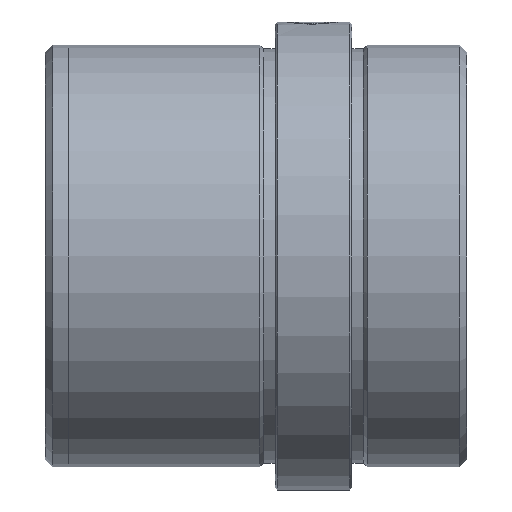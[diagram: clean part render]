
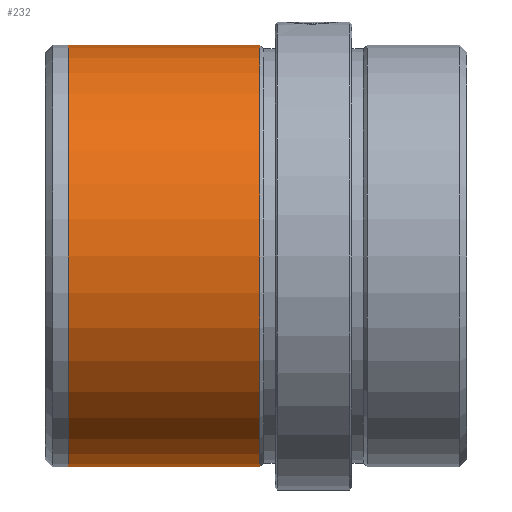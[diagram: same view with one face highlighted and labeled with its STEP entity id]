
A CAD part, left-side view. The second image highlights one B-rep face of the part: STEP entity #232.
In plain terms, the highlighted cylindrical face has radius 27.5 mm (diameter 55 mm), a partial arc.
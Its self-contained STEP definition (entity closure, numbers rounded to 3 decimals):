
#3 = DIRECTION ( 'NONE',  ( 0., 0., -1. ) ) ;
#34 = CARTESIAN_POINT ( 'NONE',  ( 0., 52., 27.5 ) ) ;
#123 = EDGE_CURVE ( 'NONE', #434, #1677, #1806, .T. ) ;
#161 = EDGE_CURVE ( 'NONE', #1230, #434, #392, .T. ) ;
#232 = ADVANCED_FACE ( 'NONE', ( #294 ), #672, .T. ) ;
#287 = AXIS2_PLACEMENT_3D ( 'NONE', #466, #1617, #639 ) ;
#294 = FACE_OUTER_BOUND ( 'NONE', #1328, .T. ) ;
#335 = CARTESIAN_POINT ( 'NONE',  ( 0., 27., -27.5 ) ) ;
#392 = CIRCLE ( 'NONE', #287, 27.5 ) ;
#434 = VERTEX_POINT ( 'NONE', #2036 ) ;
#466 = CARTESIAN_POINT ( 'NONE',  ( 0., 52., 0. ) ) ;
#480 = CARTESIAN_POINT ( 'NONE',  ( 0., 0., 0. ) ) ;
#490 = VECTOR ( 'NONE', #944, 1000. ) ;
#566 = DIRECTION ( 'NONE',  ( 0., -1., 0. ) ) ;
#609 = ORIENTED_EDGE ( 'NONE', *, *, #1340, .F. ) ;
#639 = DIRECTION ( 'NONE',  ( 0., 0., -1. ) ) ;
#672 = CYLINDRICAL_SURFACE ( 'NONE', #1262, 27.5 ) ;
#801 = DIRECTION ( 'NONE',  ( 0., -1., 0. ) ) ;
#920 = DIRECTION ( 'NONE',  ( 0., 0., -1. ) ) ;
#944 = DIRECTION ( 'NONE',  ( 0., -1., 0. ) ) ;
#995 = DIRECTION ( 'NONE',  ( 0., -1., 0. ) ) ;
#1139 = EDGE_CURVE ( 'NONE', #1236, #1677, #1908, .T. ) ;
#1151 = VECTOR ( 'NONE', #566, 1000. ) ;
#1168 = CARTESIAN_POINT ( 'NONE',  ( 0., 27., 27.5 ) ) ;
#1208 = CARTESIAN_POINT ( 'NONE',  ( 0., 0., -27.5 ) ) ;
#1230 = VERTEX_POINT ( 'NONE', #34 ) ;
#1236 = VERTEX_POINT ( 'NONE', #1168 ) ;
#1262 = AXIS2_PLACEMENT_3D ( 'NONE', #480, #801, #3 ) ;
#1304 = ORIENTED_EDGE ( 'NONE', *, *, #123, .T. ) ;
#1328 = EDGE_LOOP ( 'NONE', ( #609, #1399, #1304, #1943 ) ) ;
#1340 = EDGE_CURVE ( 'NONE', #1230, #1236, #1700, .T. ) ;
#1399 = ORIENTED_EDGE ( 'NONE', *, *, #161, .T. ) ;
#1478 = AXIS2_PLACEMENT_3D ( 'NONE', #1975, #995, #920 ) ;
#1555 = CARTESIAN_POINT ( 'NONE',  ( 0., 0., 27.5 ) ) ;
#1617 = DIRECTION ( 'NONE',  ( 0., -1., 0. ) ) ;
#1677 = VERTEX_POINT ( 'NONE', #335 ) ;
#1700 = LINE ( 'NONE', #1555, #1151 ) ;
#1806 = LINE ( 'NONE', #1208, #490 ) ;
#1908 = CIRCLE ( 'NONE', #1478, 27.5 ) ;
#1943 = ORIENTED_EDGE ( 'NONE', *, *, #1139, .F. ) ;
#1975 = CARTESIAN_POINT ( 'NONE',  ( 0., 27., 0. ) ) ;
#2036 = CARTESIAN_POINT ( 'NONE',  ( 0., 52., -27.5 ) ) ;
